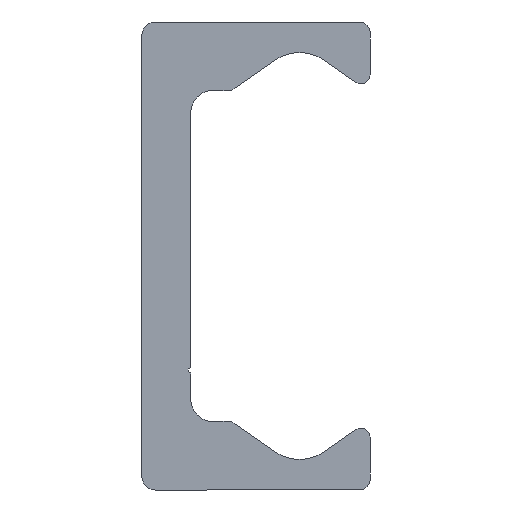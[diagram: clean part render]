
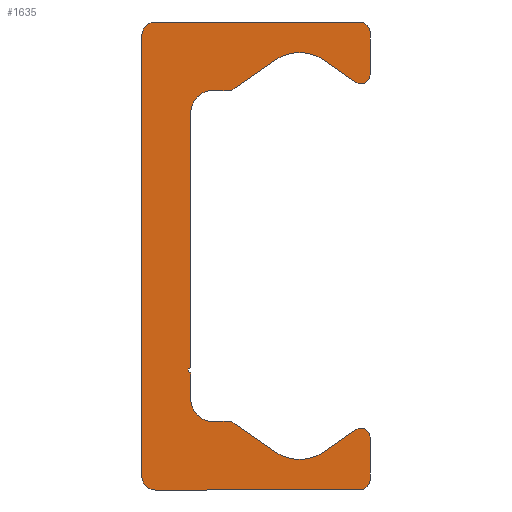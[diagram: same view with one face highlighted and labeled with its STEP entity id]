
A CAD part, left-side view. The second image highlights one B-rep face of the part: STEP entity #1635.
In plain terms, the highlighted planar face has unit normal (-1, 0, 0).
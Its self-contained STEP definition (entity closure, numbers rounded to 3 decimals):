
#708=CARTESIAN_POINT('',(0.0,9.25,-21.5));
#709=VERTEX_POINT('',#708);
#716=CARTESIAN_POINT('',(0.0,10.5,-20.25));
#717=VERTEX_POINT('',#716);
#718=CARTESIAN_POINT('',(0.0,9.25,-20.25));
#719=DIRECTION('',(1.0,0.0,0.0));
#720=DIRECTION('',(0.0,0.0,-1.0));
#721=AXIS2_PLACEMENT_3D('',#718,#719,#720);
#722=CIRCLE('',#721,1.25);
#723=EDGE_CURVE('',#709,#717,#722,.T.);
#747=CARTESIAN_POINT('',(0.0,-9.5,-21.5));
#748=VERTEX_POINT('',#747);
#755=CARTESIAN_POINT('',(0.0,-9.5,-21.5));
#756=DIRECTION('',(0.0,1.0,0.0));
#757=VECTOR('',#756,18.75);
#758=LINE('',#755,#757);
#759=EDGE_CURVE('',#748,#709,#758,.T.);
#779=CARTESIAN_POINT('',(0.0,-10.5,-20.5));
#780=VERTEX_POINT('',#779);
#787=CARTESIAN_POINT('',(0.0,-9.5,-20.5));
#788=DIRECTION('',(1.0,0.0,0.0));
#789=DIRECTION('',(0.0,-1.0,0.0));
#790=AXIS2_PLACEMENT_3D('',#787,#788,#789);
#791=CIRCLE('',#790,1.0);
#792=EDGE_CURVE('',#780,#748,#791,.T.);
#811=CARTESIAN_POINT('',(0.0,-10.5,-16.65));
#812=VERTEX_POINT('',#811);
#819=CARTESIAN_POINT('',(0.0,-10.5,-16.65));
#820=DIRECTION('',(0.0,0.0,-1.0));
#821=VECTOR('',#820,3.85);
#822=LINE('',#819,#821);
#823=EDGE_CURVE('',#812,#780,#822,.T.);
#843=CARTESIAN_POINT('',(0.0,-9.162,-15.954));
#844=VERTEX_POINT('',#843);
#851=CARTESIAN_POINT('',(0.0,-9.65,-16.65));
#852=DIRECTION('',(1.0,0.0,0.0));
#853=DIRECTION('',(0.0,0.574,0.819));
#854=AXIS2_PLACEMENT_3D('',#851,#852,#853);
#855=CIRCLE('',#854,0.85);
#856=EDGE_CURVE('',#844,#812,#855,.T.);
#875=CARTESIAN_POINT('',(0.0,-6.294,-17.962));
#876=VERTEX_POINT('',#875);
#883=CARTESIAN_POINT('',(0.0,-6.294,-17.962));
#884=DIRECTION('',(0.0,-0.819,0.574));
#885=VECTOR('',#884,3.501);
#886=LINE('',#883,#885);
#887=EDGE_CURVE('',#876,#844,#886,.T.);
#907=CARTESIAN_POINT('',(0.0,-1.706,-17.962));
#908=VERTEX_POINT('',#907);
#915=CARTESIAN_POINT('',(0.0,-4.,-14.685));
#916=DIRECTION('',(-1.0,0.0,0.0));
#917=DIRECTION('',(0.0,0.574,0.819));
#918=AXIS2_PLACEMENT_3D('',#915,#916,#917);
#919=CIRCLE('',#918,4.0);
#920=EDGE_CURVE('',#908,#876,#919,.T.);
#939=CARTESIAN_POINT('',(0.0,1.981,-15.381));
#940=VERTEX_POINT('',#939);
#947=CARTESIAN_POINT('',(0.0,1.981,-15.381));
#948=DIRECTION('',(0.0,-0.819,-0.574));
#949=VECTOR('',#948,4.5);
#950=LINE('',#947,#949);
#951=EDGE_CURVE('',#940,#908,#950,.T.);
#971=CARTESIAN_POINT('',(0.0,2.554,-15.2));
#972=VERTEX_POINT('',#971);
#979=CARTESIAN_POINT('',(0.0,2.554,-16.2));
#980=DIRECTION('',(1.0,0.0,0.0));
#981=DIRECTION('',(0.0,0.0,1.0));
#982=AXIS2_PLACEMENT_3D('',#979,#980,#981);
#983=CIRCLE('',#982,1.);
#984=EDGE_CURVE('',#972,#940,#983,.T.);
#1003=CARTESIAN_POINT('',(0.0,4.0,-15.2));
#1004=VERTEX_POINT('',#1003);
#1011=CARTESIAN_POINT('',(0.0,4.0,-15.2));
#1012=DIRECTION('',(0.0,-1.0,0.0));
#1013=VECTOR('',#1012,1.446);
#1014=LINE('',#1011,#1013);
#1015=EDGE_CURVE('',#1004,#972,#1014,.T.);
#1035=CARTESIAN_POINT('',(0.0,6.,-13.2));
#1036=VERTEX_POINT('',#1035);
#1043=CARTESIAN_POINT('',(0.0,4.,-13.2));
#1044=DIRECTION('',(-1.0,0.0,0.0));
#1045=DIRECTION('',(0.0,0.0,1.0));
#1046=AXIS2_PLACEMENT_3D('',#1043,#1044,#1045);
#1047=CIRCLE('',#1046,2.0);
#1048=EDGE_CURVE('',#1036,#1004,#1047,.T.);
#1067=CARTESIAN_POINT('',(0.0,6.,-10.75));
#1068=VERTEX_POINT('',#1067);
#1075=CARTESIAN_POINT('',(0.0,6.,-10.75));
#1076=DIRECTION('',(0.0,0.0,-1.0));
#1077=VECTOR('',#1076,2.45);
#1078=LINE('',#1075,#1077);
#1079=EDGE_CURVE('',#1068,#1036,#1078,.T.);
#1099=CARTESIAN_POINT('',(0.0,6.,-10.25));
#1100=VERTEX_POINT('',#1099);
#1107=CARTESIAN_POINT('',(0.0,6.,-10.5));
#1108=DIRECTION('',(-1.0,0.0,0.0));
#1109=DIRECTION('',(0.0,0.0,1.0));
#1110=AXIS2_PLACEMENT_3D('',#1107,#1108,#1109);
#1111=CIRCLE('',#1110,0.25);
#1112=EDGE_CURVE('',#1100,#1068,#1111,.T.);
#1131=CARTESIAN_POINT('',(0.0,6.,13.2));
#1132=VERTEX_POINT('',#1131);
#1139=CARTESIAN_POINT('',(0.0,6.,13.2));
#1140=DIRECTION('',(0.0,0.0,-1.0));
#1141=VECTOR('',#1140,23.45);
#1142=LINE('',#1139,#1141);
#1143=EDGE_CURVE('',#1132,#1100,#1142,.T.);
#1202=CARTESIAN_POINT('',(0.0,4.0,15.2));
#1203=VERTEX_POINT('',#1202);
#1210=CARTESIAN_POINT('',(0.0,4.,13.2));
#1211=DIRECTION('',(-1.0,0.0,0.0));
#1212=DIRECTION('',(0.0,-1.0,0.0));
#1213=AXIS2_PLACEMENT_3D('',#1210,#1211,#1212);
#1214=CIRCLE('',#1213,2.0);
#1215=EDGE_CURVE('',#1203,#1132,#1214,.T.);
#1234=CARTESIAN_POINT('',(0.0,2.554,15.2));
#1235=VERTEX_POINT('',#1234);
#1242=CARTESIAN_POINT('',(0.0,2.554,15.2));
#1243=DIRECTION('',(0.0,1.0,0.0));
#1244=VECTOR('',#1243,1.446);
#1245=LINE('',#1242,#1244);
#1246=EDGE_CURVE('',#1235,#1203,#1245,.T.);
#1266=CARTESIAN_POINT('',(0.0,1.981,15.381));
#1267=VERTEX_POINT('',#1266);
#1274=CARTESIAN_POINT('',(0.0,2.554,16.2));
#1275=DIRECTION('',(1.0,0.0,0.0));
#1276=DIRECTION('',(0.0,-0.574,-0.819));
#1277=AXIS2_PLACEMENT_3D('',#1274,#1275,#1276);
#1278=CIRCLE('',#1277,1.);
#1279=EDGE_CURVE('',#1267,#1235,#1278,.T.);
#1298=CARTESIAN_POINT('',(0.0,-1.706,17.962));
#1299=VERTEX_POINT('',#1298);
#1306=CARTESIAN_POINT('',(0.0,-1.706,17.962));
#1307=DIRECTION('',(0.0,0.819,-0.574));
#1308=VECTOR('',#1307,4.5);
#1309=LINE('',#1306,#1308);
#1310=EDGE_CURVE('',#1299,#1267,#1309,.T.);
#1330=CARTESIAN_POINT('',(0.0,-6.294,17.962));
#1331=VERTEX_POINT('',#1330);
#1338=CARTESIAN_POINT('',(0.0,-4.,14.685));
#1339=DIRECTION('',(-1.0,0.0,0.0));
#1340=DIRECTION('',(0.0,-0.574,-0.819));
#1341=AXIS2_PLACEMENT_3D('',#1338,#1339,#1340);
#1342=CIRCLE('',#1341,4.0);
#1343=EDGE_CURVE('',#1331,#1299,#1342,.T.);
#1362=CARTESIAN_POINT('',(0.0,-9.162,15.954));
#1363=VERTEX_POINT('',#1362);
#1370=CARTESIAN_POINT('',(0.0,-9.162,15.954));
#1371=DIRECTION('',(0.0,0.819,0.574));
#1372=VECTOR('',#1371,3.501);
#1373=LINE('',#1370,#1372);
#1374=EDGE_CURVE('',#1363,#1331,#1373,.T.);
#1394=CARTESIAN_POINT('',(0.0,-10.5,16.65));
#1395=VERTEX_POINT('',#1394);
#1402=CARTESIAN_POINT('',(0.0,-9.65,16.65));
#1403=DIRECTION('',(1.0,0.0,0.0));
#1404=DIRECTION('',(0.0,-1.0,0.0));
#1405=AXIS2_PLACEMENT_3D('',#1402,#1403,#1404);
#1406=CIRCLE('',#1405,0.85);
#1407=EDGE_CURVE('',#1395,#1363,#1406,.T.);
#1426=CARTESIAN_POINT('',(0.0,-10.5,20.5));
#1427=VERTEX_POINT('',#1426);
#1434=CARTESIAN_POINT('',(0.0,-10.5,20.5));
#1435=DIRECTION('',(0.0,0.0,-1.0));
#1436=VECTOR('',#1435,3.85);
#1437=LINE('',#1434,#1436);
#1438=EDGE_CURVE('',#1427,#1395,#1437,.T.);
#1458=CARTESIAN_POINT('',(0.0,-9.5,21.5));
#1459=VERTEX_POINT('',#1458);
#1466=CARTESIAN_POINT('',(0.0,-9.5,20.5));
#1467=DIRECTION('',(1.0,0.0,0.0));
#1468=DIRECTION('',(0.0,0.0,1.0));
#1469=AXIS2_PLACEMENT_3D('',#1466,#1467,#1468);
#1470=CIRCLE('',#1469,1.0);
#1471=EDGE_CURVE('',#1459,#1427,#1470,.T.);
#1490=CARTESIAN_POINT('',(0.0,9.25,21.5));
#1491=VERTEX_POINT('',#1490);
#1498=CARTESIAN_POINT('',(0.0,9.25,21.5));
#1499=DIRECTION('',(0.0,-1.0,0.0));
#1500=VECTOR('',#1499,18.75);
#1501=LINE('',#1498,#1500);
#1502=EDGE_CURVE('',#1491,#1459,#1501,.T.);
#1522=CARTESIAN_POINT('',(0.0,10.5,20.25));
#1523=VERTEX_POINT('',#1522);
#1530=CARTESIAN_POINT('',(0.0,9.25,20.25));
#1531=DIRECTION('',(1.0,0.0,0.0));
#1532=DIRECTION('',(0.0,1.0,0.0));
#1533=AXIS2_PLACEMENT_3D('',#1530,#1531,#1532);
#1534=CIRCLE('',#1533,1.25);
#1535=EDGE_CURVE('',#1523,#1491,#1534,.T.);
#1553=CARTESIAN_POINT('',(0.0,10.5,-20.25));
#1554=DIRECTION('',(0.0,0.0,1.0));
#1555=VECTOR('',#1554,40.5);
#1556=LINE('',#1553,#1555);
#1557=EDGE_CURVE('',#717,#1523,#1556,.T.);
#1602=CARTESIAN_POINT('',(0.0,2.66,-0.019));
#1603=DIRECTION('',(1.0,0.0,0.0));
#1604=DIRECTION('',(0.0,0.0,-1.0));
#1605=AXIS2_PLACEMENT_3D('',#1602,#1603,#1604);
#1606=PLANE('',#1605);
#1607=ORIENTED_EDGE('',*,*,#1557,.F.);
#1608=ORIENTED_EDGE('',*,*,#723,.F.);
#1609=ORIENTED_EDGE('',*,*,#759,.F.);
#1610=ORIENTED_EDGE('',*,*,#792,.F.);
#1611=ORIENTED_EDGE('',*,*,#823,.F.);
#1612=ORIENTED_EDGE('',*,*,#856,.F.);
#1613=ORIENTED_EDGE('',*,*,#887,.F.);
#1614=ORIENTED_EDGE('',*,*,#920,.F.);
#1615=ORIENTED_EDGE('',*,*,#951,.F.);
#1616=ORIENTED_EDGE('',*,*,#984,.F.);
#1617=ORIENTED_EDGE('',*,*,#1015,.F.);
#1618=ORIENTED_EDGE('',*,*,#1048,.F.);
#1619=ORIENTED_EDGE('',*,*,#1079,.F.);
#1620=ORIENTED_EDGE('',*,*,#1112,.F.);
#1621=ORIENTED_EDGE('',*,*,#1143,.F.);
#1622=ORIENTED_EDGE('',*,*,#1215,.F.);
#1623=ORIENTED_EDGE('',*,*,#1246,.F.);
#1624=ORIENTED_EDGE('',*,*,#1279,.F.);
#1625=ORIENTED_EDGE('',*,*,#1310,.F.);
#1626=ORIENTED_EDGE('',*,*,#1343,.F.);
#1627=ORIENTED_EDGE('',*,*,#1374,.F.);
#1628=ORIENTED_EDGE('',*,*,#1407,.F.);
#1629=ORIENTED_EDGE('',*,*,#1438,.F.);
#1630=ORIENTED_EDGE('',*,*,#1471,.F.);
#1631=ORIENTED_EDGE('',*,*,#1502,.F.);
#1632=ORIENTED_EDGE('',*,*,#1535,.F.);
#1633=EDGE_LOOP('',(#1607,#1608,#1609,#1610,#1611,#1612,#1613,#1614,#1615,#1616,#1617,#1618,#1619,#1620,#1621,#1622,#1623,#1624,#1625,#1626,#1627,#1628,#1629,#1630,#1631,#1632));
#1634=FACE_OUTER_BOUND('',#1633,.T.);
#1635=ADVANCED_FACE('',(#1634),#1606,.F.);
